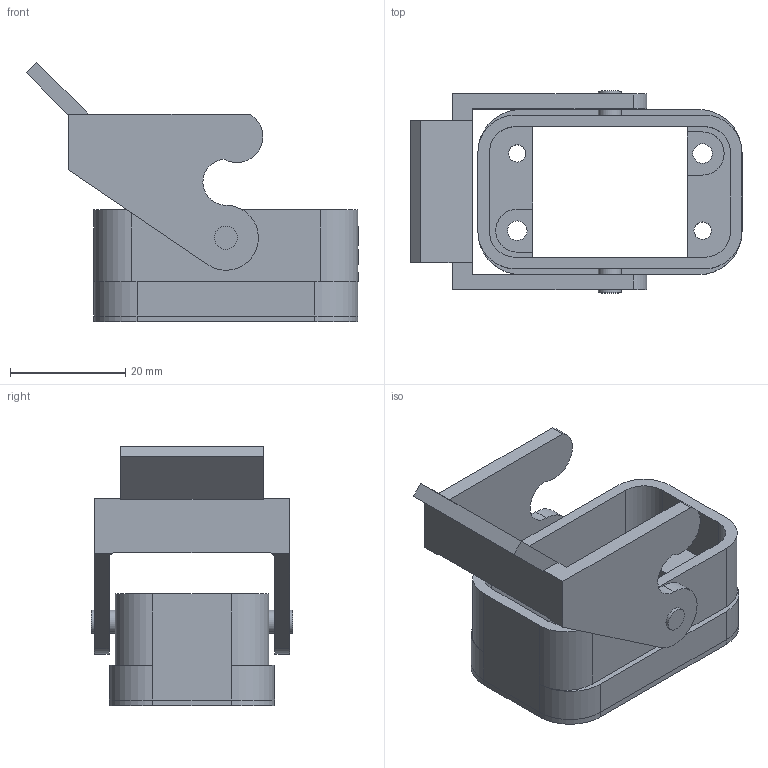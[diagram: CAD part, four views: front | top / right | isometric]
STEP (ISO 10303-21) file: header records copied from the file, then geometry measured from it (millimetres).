
FILE_DESCRIPTION(/* description */ (''),/* implementation_level */ '2;1');
FILE_NAME(/* name */ 'c146 10f008 001 12nxc001-03.stp',/* time_stamp */ '2021-10-11T10:18:29+02:00',/* author */ (''),/* organization */ (''),/* preprocessor_version */ 'ST-DEVELOPER v16.7',/* originating_system */ 'SIEMENS PLM Software NX 12.0',/* authorisation */ '');
FILE_SCHEMA (('AUTOMOTIVE_DESIGN { 1 0 10303 214 3 1 1 1 }'));
Length unit declared in the file: millimetre
Products named in the file (5): n 25 029 0002nxm001-03_26533ID; n 06 146 0005nxm001-02; c146 g01 041 e12nxm001-03_26537ID; c146 10f008 001 12nxm001-03_SOLID; c146 10f008 001 12nxc001-03
Assembly tree (4 placements, depth 3):
  c146 10f008 001 12nxc001-03
    c146 10f008 001 12nxm001-03_SOLID
      c146 g01 041 e12nxm001-03_26537ID
      n 06 146 0005nxm001-02
      n 25 029 0002nxm001-03_26533ID
Bounding box: 57.7 x 35.1 x 45.1 mm (x, y, z)
Volume: 12723.4 mm3; surface area: 10650.3 mm2
Topology: 1 solids, 1 shells, 392 faces, 990 edges, 654 vertices
Faces by surface type: plane 237, extrusion 117, cylinder 38
Full cylindrical faces by diameter (mm): 3 x4, 3.4 x4, 4 x4
Entity records: 14615 total; most frequent: CARTESIAN_POINT 6068, ORIENTED_EDGE 1948, DIRECTION 1213, EDGE_CURVE 974, VERTEX_POINT 650, B_SPLINE_CURVE_WITH_KNOTS 625, VECTOR 513, EDGE_LOOP 470
